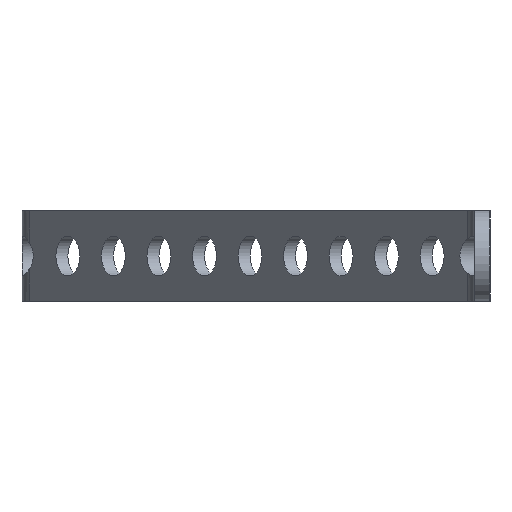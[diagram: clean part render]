
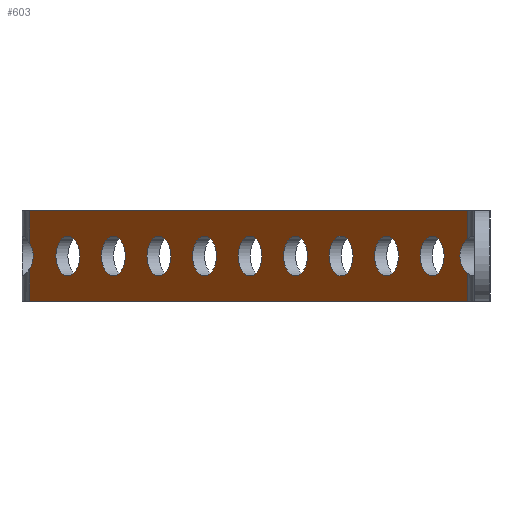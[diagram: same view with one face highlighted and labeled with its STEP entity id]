
A CAD part, left-side view. The second image highlights one B-rep face of the part: STEP entity #603.
In plain terms, the highlighted planar face has unit normal (-0.603, 0.798, 0).
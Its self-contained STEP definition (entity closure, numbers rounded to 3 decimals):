
#46=ELLIPSE('',#648,2.633,2.1);
#47=ELLIPSE('',#649,2.633,2.1);
#51=FACE_BOUND('',#121,.T.);
#52=FACE_BOUND('',#122,.T.);
#53=FACE_BOUND('',#123,.T.);
#54=FACE_BOUND('',#124,.T.);
#55=FACE_BOUND('',#125,.T.);
#56=FACE_BOUND('',#126,.T.);
#57=FACE_BOUND('',#127,.T.);
#58=FACE_BOUND('',#128,.T.);
#59=FACE_BOUND('',#129,.T.);
#88=FACE_OUTER_BOUND('',#120,.T.);
#120=EDGE_LOOP('',(#459,#460,#461,#462,#463,#464,#465,#466));
#121=EDGE_LOOP('',(#467));
#122=EDGE_LOOP('',(#468));
#123=EDGE_LOOP('',(#469));
#124=EDGE_LOOP('',(#470));
#125=EDGE_LOOP('',(#471));
#126=EDGE_LOOP('',(#472));
#127=EDGE_LOOP('',(#473));
#128=EDGE_LOOP('',(#474));
#129=EDGE_LOOP('',(#475));
#193=CIRCLE('',#650,2.1);
#194=CIRCLE('',#651,2.1);
#195=CIRCLE('',#652,2.1);
#196=CIRCLE('',#653,2.1);
#197=CIRCLE('',#654,2.1);
#198=CIRCLE('',#655,2.1);
#199=CIRCLE('',#656,2.1);
#200=CIRCLE('',#657,2.1);
#201=CIRCLE('',#658,2.1);
#222=LINE('',#896,#254);
#234=LINE('',#933,#266);
#238=LINE('',#948,#270);
#239=LINE('',#950,#271);
#240=LINE('',#953,#272);
#241=LINE('',#955,#273);
#254=VECTOR('',#714,76.886);
#266=VECTOR('',#740,76.886);
#270=VECTOR('',#756,3.449);
#271=VECTOR('',#757,2.993);
#272=VECTOR('',#760,2.993);
#273=VECTOR('',#761,3.449);
#287=VERTEX_POINT('',#893);
#288=VERTEX_POINT('',#895);
#305=VERTEX_POINT('',#930);
#306=VERTEX_POINT('',#932);
#311=VERTEX_POINT('',#947);
#312=VERTEX_POINT('',#949);
#313=VERTEX_POINT('',#951);
#314=VERTEX_POINT('',#954);
#315=VERTEX_POINT('',#957);
#316=VERTEX_POINT('',#959);
#317=VERTEX_POINT('',#961);
#318=VERTEX_POINT('',#963);
#319=VERTEX_POINT('',#965);
#320=VERTEX_POINT('',#967);
#321=VERTEX_POINT('',#969);
#322=VERTEX_POINT('',#971);
#323=VERTEX_POINT('',#973);
#349=EDGE_CURVE('',#288,#287,#222,.T.);
#367=EDGE_CURVE('',#305,#306,#234,.T.);
#375=EDGE_CURVE('',#311,#288,#238,.T.);
#376=EDGE_CURVE('',#287,#312,#239,.T.);
#377=EDGE_CURVE('',#313,#312,#46,.T.);
#378=EDGE_CURVE('',#313,#306,#240,.T.);
#379=EDGE_CURVE('',#305,#314,#241,.T.);
#380=EDGE_CURVE('',#314,#311,#47,.T.);
#381=EDGE_CURVE('',#315,#315,#193,.T.);
#382=EDGE_CURVE('',#316,#316,#194,.T.);
#383=EDGE_CURVE('',#317,#317,#195,.T.);
#384=EDGE_CURVE('',#318,#318,#196,.T.);
#385=EDGE_CURVE('',#319,#319,#197,.T.);
#386=EDGE_CURVE('',#320,#320,#198,.T.);
#387=EDGE_CURVE('',#321,#321,#199,.T.);
#388=EDGE_CURVE('',#322,#322,#200,.T.);
#389=EDGE_CURVE('',#323,#323,#201,.T.);
#459=ORIENTED_EDGE('',*,*,#375,.T.);
#460=ORIENTED_EDGE('',*,*,#349,.T.);
#461=ORIENTED_EDGE('',*,*,#376,.T.);
#462=ORIENTED_EDGE('',*,*,#377,.F.);
#463=ORIENTED_EDGE('',*,*,#378,.T.);
#464=ORIENTED_EDGE('',*,*,#367,.F.);
#465=ORIENTED_EDGE('',*,*,#379,.T.);
#466=ORIENTED_EDGE('',*,*,#380,.T.);
#467=ORIENTED_EDGE('',*,*,#381,.T.);
#468=ORIENTED_EDGE('',*,*,#382,.T.);
#469=ORIENTED_EDGE('',*,*,#383,.T.);
#470=ORIENTED_EDGE('',*,*,#384,.T.);
#471=ORIENTED_EDGE('',*,*,#385,.T.);
#472=ORIENTED_EDGE('',*,*,#386,.T.);
#473=ORIENTED_EDGE('',*,*,#387,.T.);
#474=ORIENTED_EDGE('',*,*,#388,.T.);
#475=ORIENTED_EDGE('',*,*,#389,.T.);
#595=PLANE('',#647);
#603=ADVANCED_FACE('',(#88,#51,#52,#53,#54,#55,#56,#57,#58,#59),#595,.T.);
#647=AXIS2_PLACEMENT_3D('',#946,#754,#755);
#648=AXIS2_PLACEMENT_3D('',#952,#758,#759);
#649=AXIS2_PLACEMENT_3D('',#956,#762,#763);
#650=AXIS2_PLACEMENT_3D('',#958,#764,#765);
#651=AXIS2_PLACEMENT_3D('',#960,#766,#767);
#652=AXIS2_PLACEMENT_3D('',#962,#768,#769);
#653=AXIS2_PLACEMENT_3D('',#964,#770,#771);
#654=AXIS2_PLACEMENT_3D('',#966,#772,#773);
#655=AXIS2_PLACEMENT_3D('',#968,#774,#775);
#656=AXIS2_PLACEMENT_3D('',#970,#776,#777);
#657=AXIS2_PLACEMENT_3D('',#972,#778,#779);
#658=AXIS2_PLACEMENT_3D('',#974,#780,#781);
#714=DIRECTION('',(-0.798,-0.603,0.));
#740=DIRECTION('',(-0.798,-0.603,0.));
#754=DIRECTION('center_axis',(-0.603,0.798,0.));
#755=DIRECTION('ref_axis',(0.,0.,1.));
#756=DIRECTION('',(0.,0.,-1.));
#757=DIRECTION('',(0.,0.,1.));
#758=DIRECTION('center_axis',(-0.603,0.798,0.));
#759=DIRECTION('ref_axis',(0.798,0.603,0.));
#760=DIRECTION('',(0.,0.,1.));
#761=DIRECTION('',(0.,0.,-1.));
#762=DIRECTION('center_axis',(0.603,-0.798,0.));
#763=DIRECTION('ref_axis',(0.798,0.603,0.));
#764=DIRECTION('center_axis',(0.603,-0.798,0.));
#765=DIRECTION('ref_axis',(0.798,0.603,0.));
#766=DIRECTION('center_axis',(0.603,-0.798,0.));
#767=DIRECTION('ref_axis',(0.798,0.603,0.));
#768=DIRECTION('center_axis',(0.603,-0.798,0.));
#769=DIRECTION('ref_axis',(0.798,0.603,0.));
#770=DIRECTION('center_axis',(0.603,-0.798,0.));
#771=DIRECTION('ref_axis',(0.798,0.603,0.));
#772=DIRECTION('center_axis',(0.603,-0.798,0.));
#773=DIRECTION('ref_axis',(0.798,0.603,0.));
#774=DIRECTION('center_axis',(0.603,-0.798,0.));
#775=DIRECTION('ref_axis',(0.798,0.603,0.));
#776=DIRECTION('center_axis',(0.603,-0.798,0.));
#777=DIRECTION('ref_axis',(0.798,0.603,0.));
#778=DIRECTION('center_axis',(0.603,-0.798,0.));
#779=DIRECTION('ref_axis',(0.798,0.603,0.));
#780=DIRECTION('center_axis',(0.603,-0.798,0.));
#781=DIRECTION('ref_axis',(0.798,0.603,0.));
#893=CARTESIAN_POINT('',(-30.929,-22.39,-4.8));
#895=CARTESIAN_POINT('',(30.392,23.99,-4.8));
#896=CARTESIAN_POINT('',(30.392,23.99,-4.8));
#930=CARTESIAN_POINT('',(30.392,23.99,4.8));
#932=CARTESIAN_POINT('',(-30.929,-22.39,4.8));
#933=CARTESIAN_POINT('',(30.392,23.99,4.8));
#946=CARTESIAN_POINT('Origin',(31.463,24.8,-4.8));
#947=CARTESIAN_POINT('',(30.392,23.99,-1.351));
#948=CARTESIAN_POINT('',(30.392,23.99,-1.351));
#949=CARTESIAN_POINT('',(-30.929,-22.39,-1.807));
#950=CARTESIAN_POINT('',(-30.929,-22.39,-4.8));
#951=CARTESIAN_POINT('',(-30.929,-22.39,1.807));
#952=CARTESIAN_POINT('Origin',(-32.,-23.2,0.));
#953=CARTESIAN_POINT('',(-30.929,-22.39,1.807));
#954=CARTESIAN_POINT('',(30.392,23.99,1.351));
#955=CARTESIAN_POINT('',(30.392,23.99,4.8));
#956=CARTESIAN_POINT('Origin',(32.,25.206,0.));
#957=CARTESIAN_POINT('',(26.714,21.208,0.));
#958=CARTESIAN_POINT('Origin',(25.039,19.942,0.));
#959=CARTESIAN_POINT('',(20.334,16.382,0.));
#960=CARTESIAN_POINT('Origin',(18.659,15.116,0.));
#961=CARTESIAN_POINT('',(13.953,11.557,0.));
#962=CARTESIAN_POINT('Origin',(12.278,10.29,0.));
#963=CARTESIAN_POINT('',(7.573,6.731,0.));
#964=CARTESIAN_POINT('Origin',(5.898,5.464,0.));
#965=CARTESIAN_POINT('',(1.192,1.905,0.));
#966=CARTESIAN_POINT('Origin',(-0.483,0.638,0.));
#967=CARTESIAN_POINT('',(-5.188,-2.921,0.));
#968=CARTESIAN_POINT('Origin',(-6.863,-4.188,0.));
#969=CARTESIAN_POINT('',(-11.569,-7.747,0.));
#970=CARTESIAN_POINT('Origin',(-13.244,-9.014,0.));
#971=CARTESIAN_POINT('',(-17.949,-12.573,0.));
#972=CARTESIAN_POINT('Origin',(-19.624,-13.84,0.));
#973=CARTESIAN_POINT('',(-24.33,-17.399,0.));
#974=CARTESIAN_POINT('Origin',(-26.005,-18.665,0.));
